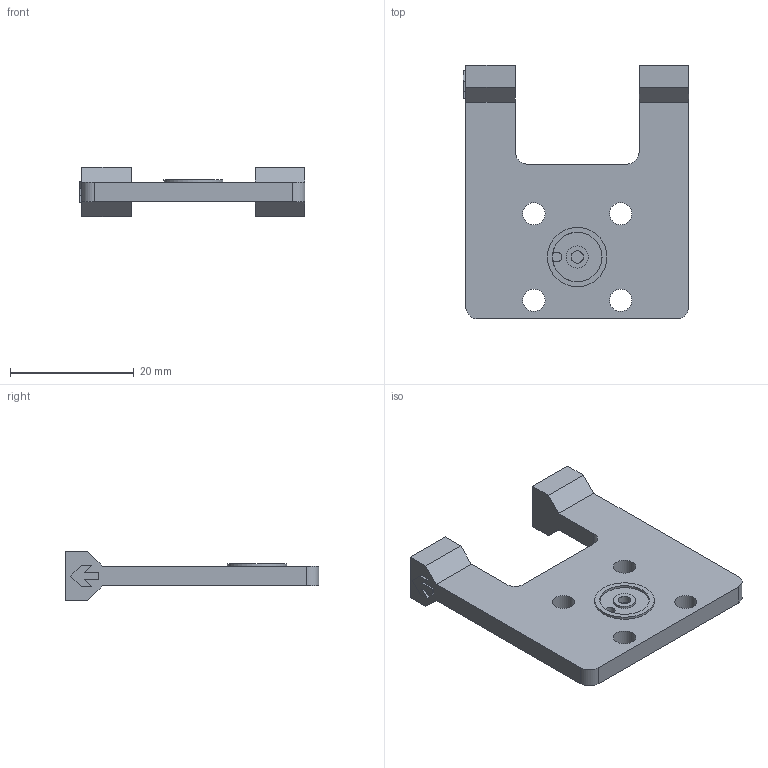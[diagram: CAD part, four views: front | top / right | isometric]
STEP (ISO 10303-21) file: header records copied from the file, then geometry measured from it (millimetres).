
FILE_DESCRIPTION(/* description */ (''),/* implementation_level */ '2;1');
FILE_NAME(/* name */ '56 - BPR main body.stp',/* time_stamp */ '2023-01-17T11:00:30+01:00',/* author */ ('JN'),/* organization */ (''),/* preprocessor_version */ 'ST-DEVELOPER v18.1',/* originating_system */ 'Autodesk Inventor 2022',/* authorisation */ '');
FILE_SCHEMA (('AUTOMOTIVE_DESIGN { 1 0 10303 214 3 1 1 }'));
Length unit declared in the file: millimetre
Products named in the file (1): V2
Bounding box: 36.4 x 41 x 8 mm (x, y, z)
Volume: 3721.5 mm3; surface area: 3761.6 mm2
Topology: 1 solids, 1 shells, 57 faces, 154 edges, 102 vertices
Faces by surface type: plane 44, cylinder 13
Full cylindrical faces by diameter (mm): 1.6 x1, 2 x1, 3.6 x5, 8 x1, 9.6 x1
Entity records: 1851 total; most frequent: CARTESIAN_POINT 314, ORIENTED_EDGE 308, DIRECTION 304, EDGE_CURVE 154, LINE 120, VECTOR 120, VERTEX_POINT 102, AXIS2_PLACEMENT_3D 92
